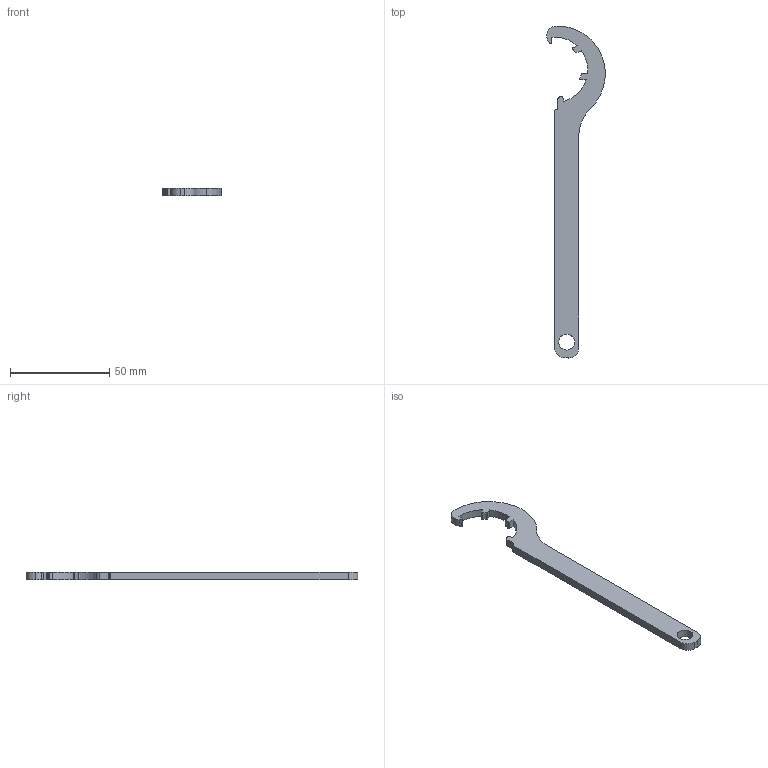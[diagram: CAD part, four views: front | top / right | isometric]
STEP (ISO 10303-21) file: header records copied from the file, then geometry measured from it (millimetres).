
FILE_DESCRIPTION (( 'STEP AP203' ), '1' );
FILE_NAME ('R236.020.000.STEP', '2016-10-21T12:51:10', ( 'Utente' ), ( '' ), 'SwSTEP 2.0', 'SolidWorks 2016', '' );
FILE_SCHEMA (( 'CONFIG_CONTROL_DESIGN' ));
Length unit declared in the file: millimetre
Products named in the file (1): R236.020.000
Bounding box: 29.45 x 167.06 x 4 mm (x, y, z)
Volume: 7909.9 mm3; surface area: 5675.4 mm2
Topology: 1 solids, 1 shells, 39 faces, 111 edges, 74 vertices
Faces by surface type: cylinder 26, plane 13
Entity records: 1378 total; most frequent: DIRECTION 243, CARTESIAN_POINT 225, ORIENTED_EDGE 222, EDGE_CURVE 111, AXIS2_PLACEMENT_3D 92, VERTEX_POINT 74, VECTOR 59, LINE 59
